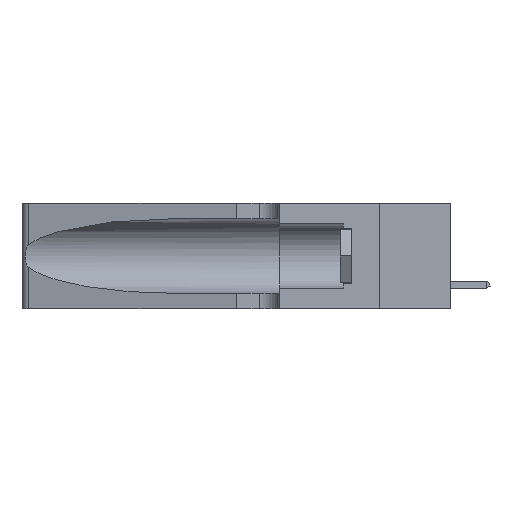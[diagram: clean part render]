
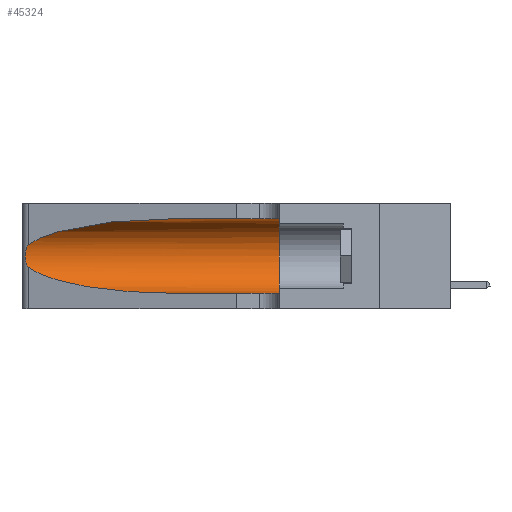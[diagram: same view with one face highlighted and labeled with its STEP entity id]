
A CAD part, left-side view. The second image highlights one B-rep face of the part: STEP entity #45324.
In plain terms, the highlighted cylindrical face has radius 3.308 mm (diameter 6.617 mm), a partial arc.
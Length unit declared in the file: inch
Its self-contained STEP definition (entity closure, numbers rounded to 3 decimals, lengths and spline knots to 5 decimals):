
#1080 = CARTESIAN_POINT ( 'NONE',  ( 0.2373, 1.15595, 0.08982 ) ) ;
#2345 = CARTESIAN_POINT ( 'NONE',  ( 0.18966, 0.96281, 0.31525 ) ) ;
#3053 = CARTESIAN_POINT ( 'NONE',  ( 0.25555, 1.22993, 0.14849 ) ) ;
#3214 = CARTESIAN_POINT ( 'NONE',  ( 0.25555, 1.22994, 0.2215 ) ) ;
#3418 = CARTESIAN_POINT ( 'NONE',  ( 0.1305, 1.61858, 0.185 ) ) ;
#3439 = CARTESIAN_POINT ( 'NONE',  ( 0.25487, 1.22718, 0.22369 ) ) ;
#4007 = EDGE_CURVE ( 'NONE', #35178, #16534, #15293, .T. ) ;
#7282 = CARTESIAN_POINT ( 'NONE',  ( 0.26075, 1.23896, 0.178 ) ) ;
#9334 = CARTESIAN_POINT ( 'NONE',  ( 0.2373, 1.15595, 0.28018 ) ) ;
#9542 = VECTOR ( 'NONE', #15461, 39.37008 ) ;
#9555 = ORIENTED_EDGE ( 'NONE', *, *, #25960, .F. ) ;
#10440 = EDGE_CURVE ( 'NONE', #16534, #25462, #27543, .T. ) ;
#10670 = CARTESIAN_POINT ( 'NONE',  ( 0.25856, 1.23593, 0.16098 ) ) ;
#10979 = EDGE_CURVE ( 'NONE', #25462, #47026, #39692, .T. ) ;
#12083 = CARTESIAN_POINT ( 'NONE',  ( 0.25487, 1.22718, 0.14631 ) ) ;
#12906 = CARTESIAN_POINT ( 'NONE',  ( 0.1305, 0.72297, 0.31525 ) ) ;
#13069 = DIRECTION ( 'NONE',  ( 0., -1., 0. ) ) ;
#13092 = EDGE_CURVE ( 'NONE', #35469, #36403, #31212, .T. ) ;
#13868 = ORIENTED_EDGE ( 'NONE', *, *, #10979, .T. ) ;
#14403 = LINE ( 'NONE', #38836, #25432 ) ;
#15293 =( BOUNDED_CURVE ( )  B_SPLINE_CURVE ( 3, ( #12906, #2345, #9334, #20835 ),
 .UNSPECIFIED., .F., .T. ) 
 B_SPLINE_CURVE_WITH_KNOTS ( ( 4, 4 ),
 ( 1.5708, 2.84003 ),
 .UNSPECIFIED. ) 
 CURVE ( )  GEOMETRIC_REPRESENTATION_ITEM ( )  RATIONAL_B_SPLINE_CURVE ( ( 1., 0.87, 0.87, 1. ) ) 
 REPRESENTATION_ITEM ( '' )  );
#15461 = DIRECTION ( 'NONE',  ( 0., -1., 0. ) ) ;
#15647 = CARTESIAN_POINT ( 'NONE',  ( 0.25487, 1.22718, 0.14631 ) ) ;
#16534 = VERTEX_POINT ( 'NONE', #3439 ) ;
#16790 = DIRECTION ( 'NONE',  ( 0., 0., 1. ) ) ;
#16862 = ORIENTED_EDGE ( 'NONE', *, *, #4007, .T. ) ;
#17282 = DIRECTION ( 'NONE',  ( 0., 1., 0. ) ) ;
#17931 = CARTESIAN_POINT ( 'NONE',  ( 0.25787, 1.23484, 0.2124 ) ) ;
#18269 = CARTESIAN_POINT ( 'NONE',  ( 0.26018, 1.23835, 0.19895 ) ) ;
#20210 = CYLINDRICAL_SURFACE ( 'NONE', #21309, 0.13025 ) ;
#20835 = CARTESIAN_POINT ( 'NONE',  ( 0.25487, 1.22718, 0.22369 ) ) ;
#21274 = DIRECTION ( 'NONE',  ( 0., -1., 0. ) ) ;
#21309 = AXIS2_PLACEMENT_3D ( 'NONE', #3418, #21274, #21741 ) ;
#21691 = ORIENTED_EDGE ( 'NONE', *, *, #41937, .T. ) ;
#21741 = DIRECTION ( 'NONE',  ( 0., 0., -1. ) ) ;
#24865 = FACE_OUTER_BOUND ( 'NONE', #42716, .T. ) ;
#25258 = CARTESIAN_POINT ( 'NONE',  ( 0.25639, 1.23186, 0.15144 ) ) ;
#25432 = VECTOR ( 'NONE', #13069, 39.37008 ) ;
#25462 = VERTEX_POINT ( 'NONE', #15647 ) ;
#25732 = ORIENTED_EDGE ( 'NONE', *, *, #13092, .F. ) ;
#25960 = EDGE_CURVE ( 'NONE', #35178, #35469, #40308, .T. ) ;
#27543 = B_SPLINE_CURVE_WITH_KNOTS ( 'NONE', 3,
 ( #32717, #3214, #33036, #17931, #29311, #18269, #36290, #7282, #40176, #10670, #47442, #25258, #3053, #29149 ),
 .UNSPECIFIED., .F., .F.,
 ( 4, 2, 2, 2, 2, 2, 4 ),
 ( 0., 0.00027, 0.00053, 0.00107, 0.0016, 0.00187, 0.00214 ),
 .UNSPECIFIED. ) ;
#29149 = CARTESIAN_POINT ( 'NONE',  ( 0.25487, 1.22718, 0.14631 ) ) ;
#29311 = CARTESIAN_POINT ( 'NONE',  ( 0.25854, 1.2359, 0.20912 ) ) ;
#31212 = CIRCLE ( 'NONE', #42127, 0.13025 ) ;
#31241 = CARTESIAN_POINT ( 'NONE',  ( 0.18966, 0.96281, 0.05475 ) ) ;
#32357 = CARTESIAN_POINT ( 'NONE',  ( 0.1305, 0.72297, 0.05475 ) ) ;
#32389 = CARTESIAN_POINT ( 'NONE',  ( 0.1305, 0.72297, 0.05475 ) ) ;
#32717 = CARTESIAN_POINT ( 'NONE',  ( 0.25487, 1.22718, 0.22369 ) ) ;
#33036 = CARTESIAN_POINT ( 'NONE',  ( 0.25639, 1.23184, 0.21858 ) ) ;
#35178 = VERTEX_POINT ( 'NONE', #37155 ) ;
#35469 = VERTEX_POINT ( 'NONE', #46330 ) ;
#35810 = CARTESIAN_POINT ( 'NONE',  ( 0.1305, 0.35, 0.185 ) ) ;
#36290 = CARTESIAN_POINT ( 'NONE',  ( 0.26075, 1.23896, 0.19203 ) ) ;
#36403 = VERTEX_POINT ( 'NONE', #36858 ) ;
#36858 = CARTESIAN_POINT ( 'NONE',  ( 0.1305, 0.35, 0.05475 ) ) ;
#37015 = CARTESIAN_POINT ( 'NONE',  ( 0.1305, 1.61858, 0.31525 ) ) ;
#37155 = CARTESIAN_POINT ( 'NONE',  ( 0.1305, 0.72297, 0.31525 ) ) ;
#38836 = CARTESIAN_POINT ( 'NONE',  ( 0.1305, 1.61858, 0.05475 ) ) ;
#39692 =( BOUNDED_CURVE ( )  B_SPLINE_CURVE ( 3, ( #12083, #1080, #31241, #32389 ),
 .UNSPECIFIED., .F., .F. ) 
 B_SPLINE_CURVE_WITH_KNOTS ( ( 4, 4 ),
 ( 3.44316, 4.71239 ),
 .UNSPECIFIED. ) 
 CURVE ( )  GEOMETRIC_REPRESENTATION_ITEM ( )  RATIONAL_B_SPLINE_CURVE ( ( 1., 0.87, 0.87, 1. ) ) 
 REPRESENTATION_ITEM ( '' )  );
#40176 = CARTESIAN_POINT ( 'NONE',  ( 0.26017, 1.23833, 0.17102 ) ) ;
#40308 = LINE ( 'NONE', #37015, #9542 ) ;
#41937 = EDGE_CURVE ( 'NONE', #47026, #36403, #14403, .T. ) ;
#42127 = AXIS2_PLACEMENT_3D ( 'NONE', #35810, #17282, #16790 ) ;
#42716 = EDGE_LOOP ( 'NONE', ( #16862, #47097, #13868, #21691, #25732, #9555 ) ) ;
#45324 = ADVANCED_FACE ( 'NONE', ( #24865 ), #20210, .F. ) ;
#46330 = CARTESIAN_POINT ( 'NONE',  ( 0.1305, 0.35, 0.31525 ) ) ;
#47026 = VERTEX_POINT ( 'NONE', #32357 ) ;
#47097 = ORIENTED_EDGE ( 'NONE', *, *, #10440, .T. ) ;
#47442 = CARTESIAN_POINT ( 'NONE',  ( 0.25789, 1.23486, 0.15765 ) ) ;
